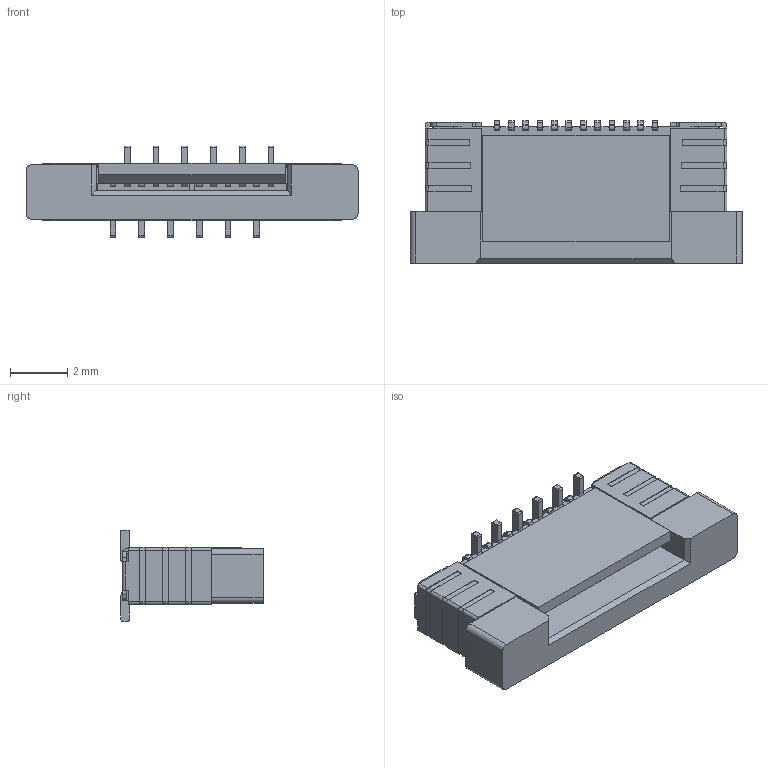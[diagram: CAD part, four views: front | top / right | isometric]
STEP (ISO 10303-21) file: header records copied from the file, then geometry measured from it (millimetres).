
FILE_DESCRIPTION((''),'2;1');
FILE_NAME('FFC05012-12SSA124W5M','2025-07-10T',('工程三'),(''),'PRO/ENGINEER BY PARAMETRIC TECHNOLOGY CORPORATION, 2010280','PRO/ENGINEER BY PARAMETRIC TECHNOLOGY CORPORATION, 2010280','');
FILE_SCHEMA(('CONFIG_CONTROL_DESIGN'));
Length unit declared in the file: millimetre
Products named in the file (1): FFC05012-12SSA124W5M
Bounding box: 11.55 x 4.95 x 3.2 mm (x, y, z)
Volume: 85.5 mm3; surface area: 317.7 mm2
Topology: 1 solids, 1 shells, 662 faces, 1909 edges, 1243 vertices
Faces by surface type: plane 458, cylinder 204
Entity records: 21621 total; most frequent: ORIENTED_EDGE 3818, CARTESIAN_POINT 3814, DIRECTION 3659, EDGE_CURVE 1909, VECTOR 1483, LINE 1483, VERTEX_POINT 1243, AXIS2_PLACEMENT_3D 1088
